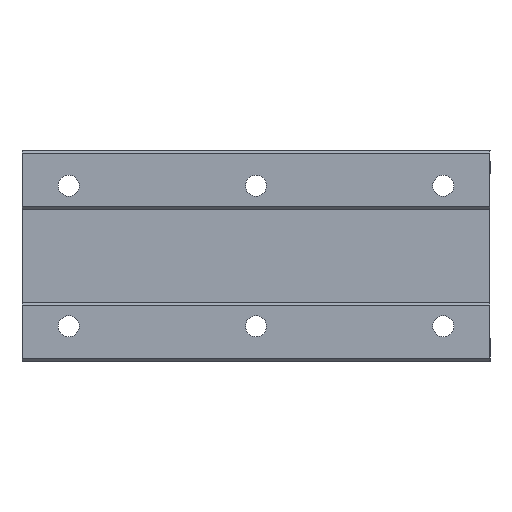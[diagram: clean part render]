
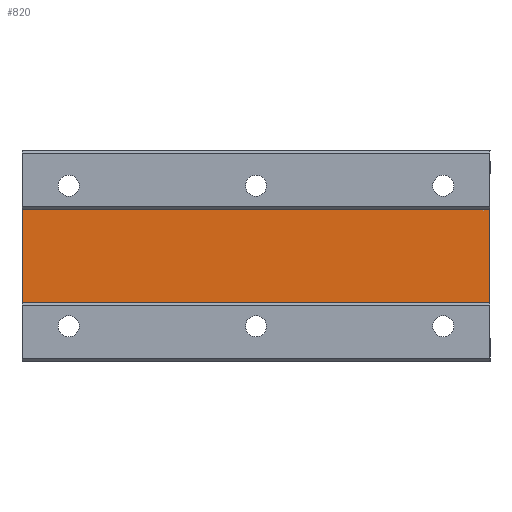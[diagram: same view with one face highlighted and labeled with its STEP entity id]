
A CAD part, front view. The second image highlights one B-rep face of the part: STEP entity #820.
In plain terms, the highlighted planar face has unit normal (0, -1, 0).
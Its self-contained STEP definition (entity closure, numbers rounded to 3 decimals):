
#27 = LINE ( 'NONE', #672, #548 ) ;
#83 = ORIENTED_EDGE ( 'NONE', *, *, #1351, .F. ) ;
#170 = LINE ( 'NONE', #1441, #1500 ) ;
#176 = EDGE_CURVE ( 'NONE', #1066, #400, #170, .T. ) ;
#180 = DIRECTION ( 'NONE',  ( 0., 1., 0. ) ) ;
#193 = DIRECTION ( 'NONE',  ( 0., 0., -1. ) ) ;
#213 = VECTOR ( 'NONE', #193, 1000. ) ;
#235 = CARTESIAN_POINT ( 'NONE',  ( 180., 1., 20. ) ) ;
#400 = VERTEX_POINT ( 'NONE', #235 ) ;
#548 = VECTOR ( 'NONE', #873, 1000. ) ;
#633 = DIRECTION ( 'NONE',  ( 1., 0., 0. ) ) ;
#640 = CARTESIAN_POINT ( 'NONE',  ( 180., 1., 20. ) ) ;
#672 = CARTESIAN_POINT ( 'NONE',  ( 180., 1., -20. ) ) ;
#820 = ADVANCED_FACE ( 'NONE', ( #948 ), #977, .F. ) ;
#847 = AXIS2_PLACEMENT_3D ( 'NONE', #640, #180, #1945 ) ;
#850 = CARTESIAN_POINT ( 'NONE',  ( -20., 1., 44.91 ) ) ;
#865 = VERTEX_POINT ( 'NONE', #1456 ) ;
#873 = DIRECTION ( 'NONE',  ( -1., 0., 0. ) ) ;
#948 = FACE_OUTER_BOUND ( 'NONE', #2059, .T. ) ;
#972 = EDGE_CURVE ( 'NONE', #1929, #865, #27, .T. ) ;
#977 = PLANE ( 'NONE',  #847 ) ;
#996 = LINE ( 'NONE', #1656, #213 ) ;
#1046 = CARTESIAN_POINT ( 'NONE',  ( -20., 1., 20. ) ) ;
#1066 = VERTEX_POINT ( 'NONE', #1046 ) ;
#1071 = EDGE_CURVE ( 'NONE', #1066, #865, #1703, .T. ) ;
#1306 = ORIENTED_EDGE ( 'NONE', *, *, #972, .F. ) ;
#1351 = EDGE_CURVE ( 'NONE', #400, #1929, #996, .T. ) ;
#1391 = DIRECTION ( 'NONE',  ( 0., 0., -1. ) ) ;
#1441 = CARTESIAN_POINT ( 'NONE',  ( 180., 1., 20. ) ) ;
#1456 = CARTESIAN_POINT ( 'NONE',  ( -20., 1., -20. ) ) ;
#1500 = VECTOR ( 'NONE', #633, 1000. ) ;
#1656 = CARTESIAN_POINT ( 'NONE',  ( 180., 1., 44.91 ) ) ;
#1703 = LINE ( 'NONE', #850, #1805 ) ;
#1805 = VECTOR ( 'NONE', #1391, 1000. ) ;
#1929 = VERTEX_POINT ( 'NONE', #2021 ) ;
#1945 = DIRECTION ( 'NONE',  ( 0., 0., 1. ) ) ;
#2021 = CARTESIAN_POINT ( 'NONE',  ( 180., 1., -20. ) ) ;
#2036 = ORIENTED_EDGE ( 'NONE', *, *, #176, .F. ) ;
#2059 = EDGE_LOOP ( 'NONE', ( #1306, #83, #2036, #2066 ) ) ;
#2066 = ORIENTED_EDGE ( 'NONE', *, *, #1071, .T. ) ;
